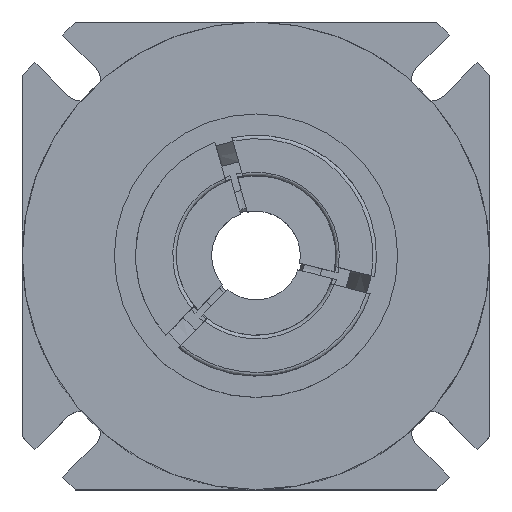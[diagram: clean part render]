
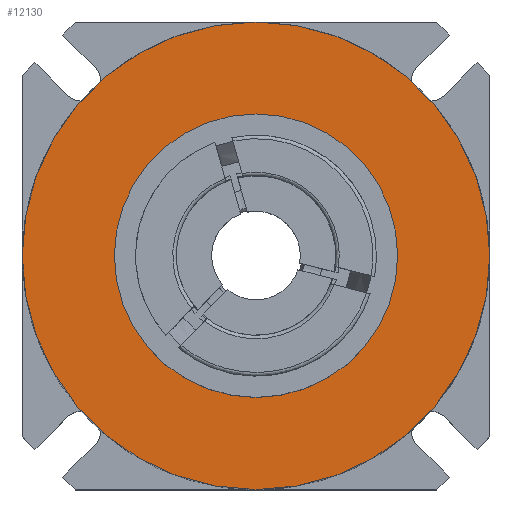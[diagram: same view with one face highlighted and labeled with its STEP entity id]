
A CAD part, top view. The second image highlights one B-rep face of the part: STEP entity #12130.
In plain terms, the highlighted planar face has unit normal (0, 0, 1).
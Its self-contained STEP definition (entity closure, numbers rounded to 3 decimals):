
#2889 = CARTESIAN_POINT ( 'NONE',  ( 4.829, 10.816, 26. ) ) ;
#2896 = AXIS2_PLACEMENT_3D ( 'NONE', #20086, #7938, #14942 ) ;
#2903 = CARTESIAN_POINT ( 'NONE',  ( -61.171, 10.816, 26. ) ) ;
#2987 = ORIENTED_EDGE ( 'NONE', *, *, #7852, .F. ) ;
#3547 = AXIS2_PLACEMENT_3D ( 'NONE', #8985, #5355, #18754 ) ;
#4568 = VERTEX_POINT ( 'NONE', #2903 ) ;
#5019 = CIRCLE ( 'NONE', #2896, 40. ) ;
#5355 = DIRECTION ( 'NONE',  ( 0., 0., -1. ) ) ;
#5888 = DIRECTION ( 'NONE',  ( 0., 0., 1. ) ) ;
#6813 = ORIENTED_EDGE ( 'NONE', *, *, #9710, .T. ) ;
#7852 = EDGE_CURVE ( 'NONE', #4568, #4568, #12994, .T. ) ;
#7938 = DIRECTION ( 'NONE',  ( 0., 0., -1. ) ) ;
#8985 = CARTESIAN_POINT ( 'NONE',  ( 4.829, 10.816, 26. ) ) ;
#9710 = EDGE_CURVE ( 'NONE', #14772, #14772, #5019, .T. ) ;
#10828 = EDGE_LOOP ( 'NONE', ( #6813 ) ) ;
#12130 = ADVANCED_FACE ( 'NONE', ( #20814, #15980 ), #14226, .T. ) ;
#12994 = CIRCLE ( 'NONE', #3547, 66. ) ;
#14226 = PLANE ( 'NONE',  #15036 ) ;
#14772 = VERTEX_POINT ( 'NONE', #19207 ) ;
#14942 = DIRECTION ( 'NONE',  ( -1., 0., 0. ) ) ;
#15036 = AXIS2_PLACEMENT_3D ( 'NONE', #2889, #5888, #16092 ) ;
#15980 = FACE_BOUND ( 'NONE', #10828, .T. ) ;
#16092 = DIRECTION ( 'NONE',  ( 1., 0., 0. ) ) ;
#18754 = DIRECTION ( 'NONE',  ( -1., 0., 0. ) ) ;
#19207 = CARTESIAN_POINT ( 'NONE',  ( -35.171, 10.816, 26. ) ) ;
#19550 = EDGE_LOOP ( 'NONE', ( #2987 ) ) ;
#20086 = CARTESIAN_POINT ( 'NONE',  ( 4.829, 10.816, 26. ) ) ;
#20814 = FACE_OUTER_BOUND ( 'NONE', #19550, .T. ) ;
